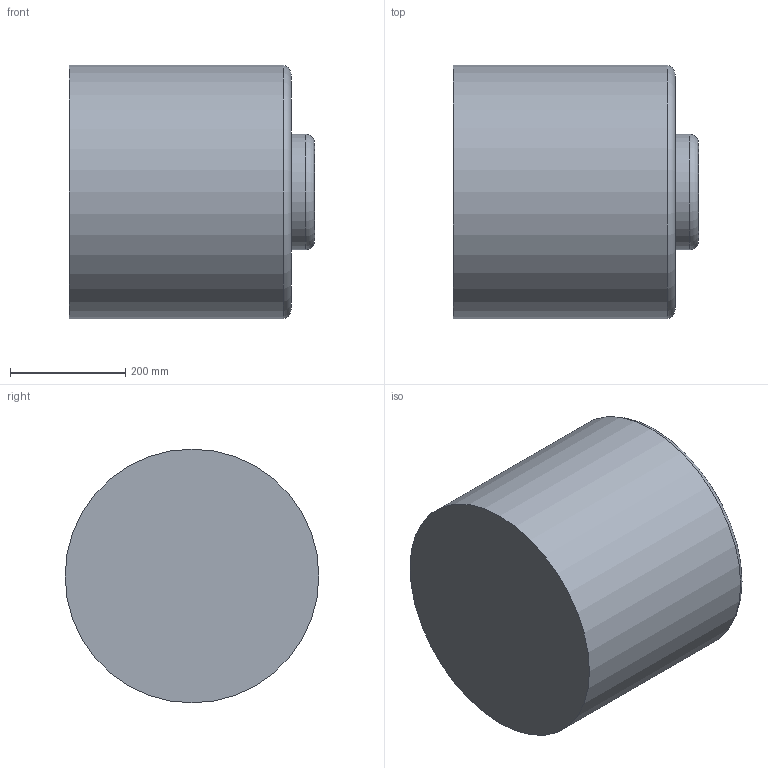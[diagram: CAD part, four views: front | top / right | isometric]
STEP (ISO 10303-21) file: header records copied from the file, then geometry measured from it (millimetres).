
FILE_DESCRIPTION(/* description */ ('','CAx-IF Rec.Pracs.---Representation and Presentation of Product Manufacturing Information (PMI)---4.0---2014-10-13'),/* implementation_level */ '2;1');
FILE_NAME(/* name */ 'RearHub.step',/* time_stamp */ '2025-01-14T16:56:58-05:00',/* author */ (''),/* organization */ (''),/* preprocessor_version */ 'ST-DEVELOPER v20',/* originating_system */ 'Autodesk Translation Framework v13.20.0.188',/* authorisation */ '');
FILE_SCHEMA (('AP242_MANAGED_MODEL_BASED_3D_ENGINEERING_MIM_LF { 1 0 10303 442 1 1 4 }'));
Length unit declared in the file: millimetre
Products named in the file (1): Radnabe
Bounding box: 425.15 x 440.21 x 440.21 mm (x, y, z)
Volume: 59276727.1 mm3; surface area: 918031 mm2
Topology: 1 solids, 1 shells, 27 faces, 60 edges, 36 vertices
Faces by surface type: cylinder 12, cone 10, plane 3, torus 2
Full cylindrical faces by diameter (mm): 26.211 x10, 200 x1, 440.21 x1
Entity records: 736 total; most frequent: DIRECTION 134, CARTESIAN_POINT 114, ORIENTED_EDGE 100, AXIS2_PLACEMENT_3D 56, EDGE_CURVE 50, EDGE_LOOP 38, VERTEX_POINT 36, CIRCLE 28
